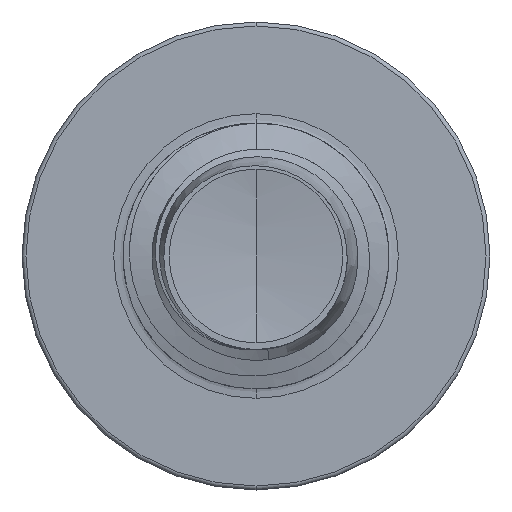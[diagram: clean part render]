
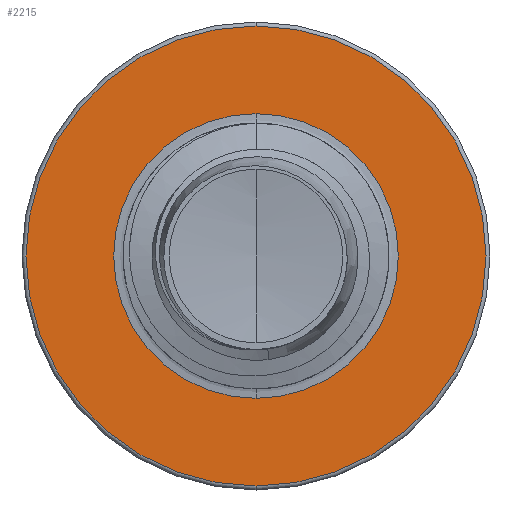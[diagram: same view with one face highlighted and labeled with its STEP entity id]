
A CAD part, front view. The second image highlights one B-rep face of the part: STEP entity #2215.
In plain terms, the highlighted planar face has unit normal (0, -1, 0).
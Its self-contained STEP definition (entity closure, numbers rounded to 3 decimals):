
#451 = CARTESIAN_POINT ( 'NONE',  ( 0., 6., 2.677 ) ) ;
#817 = VERTEX_POINT ( 'NONE', #10004 ) ;
#1278 = DIRECTION ( 'NONE',  ( 0., 0., 1. ) ) ;
#1338 = DIRECTION ( 'NONE',  ( 0., 1., 0. ) ) ;
#1371 = CARTESIAN_POINT ( 'NONE',  ( 0., 6., 0. ) ) ;
#1635 = ORIENTED_EDGE ( 'NONE', *, *, #15703, .T. ) ;
#2215 = ADVANCED_FACE ( 'NONE', ( #5056, #18002 ), #7886, .F. ) ;
#2834 = ORIENTED_EDGE ( 'NONE', *, *, #16347, .F. ) ;
#2911 = DIRECTION ( 'NONE',  ( 0., 0., 1. ) ) ;
#2919 = DIRECTION ( 'NONE',  ( 0., 1., 0. ) ) ;
#2929 = ORIENTED_EDGE ( 'NONE', *, *, #15330, .T. ) ;
#2950 = CARTESIAN_POINT ( 'NONE',  ( 0., 6., 0. ) ) ;
#2989 = ORIENTED_EDGE ( 'NONE', *, *, #16767, .F. ) ;
#3052 = AXIS2_PLACEMENT_3D ( 'NONE', #8142, #8090, #8053 ) ;
#4400 = AXIS2_PLACEMENT_3D ( 'NONE', #2950, #2919, #2911 ) ;
#4457 = CARTESIAN_POINT ( 'NONE',  ( 0., 6., 4.325 ) ) ;
#4459 = AXIS2_PLACEMENT_3D ( 'NONE', #9053, #9021, #8999 ) ;
#5056 = FACE_OUTER_BOUND ( 'NONE', #13580, .T. ) ;
#5509 = AXIS2_PLACEMENT_3D ( 'NONE', #1371, #1338, #1278 ) ;
#5922 = CIRCLE ( 'NONE', #5509, 2.677 ) ;
#6819 = CARTESIAN_POINT ( 'NONE',  ( 0., 6., -4.325 ) ) ;
#7858 = DIRECTION ( 'NONE',  ( 0., 0., 1. ) ) ;
#7886 = PLANE ( 'NONE',  #14238 ) ;
#7961 = CARTESIAN_POINT ( 'NONE',  ( 0., 6., -2.677 ) ) ;
#7966 = DIRECTION ( 'NONE',  ( 0., 1., 0. ) ) ;
#8053 = DIRECTION ( 'NONE',  ( 0., 0., 1. ) ) ;
#8090 = DIRECTION ( 'NONE',  ( 0., 1., 0. ) ) ;
#8142 = CARTESIAN_POINT ( 'NONE',  ( 0., 6., 0. ) ) ;
#8999 = DIRECTION ( 'NONE',  ( 0., 0., 1. ) ) ;
#9021 = DIRECTION ( 'NONE',  ( 0., 1., 0. ) ) ;
#9053 = CARTESIAN_POINT ( 'NONE',  ( 0., 6., 0. ) ) ;
#10004 = CARTESIAN_POINT ( 'NONE',  ( 0., 6., -2.677 ) ) ;
#10500 = CIRCLE ( 'NONE', #4459, 2.677 ) ;
#11662 = VERTEX_POINT ( 'NONE', #4457 ) ;
#13580 = EDGE_LOOP ( 'NONE', ( #2834, #2989 ) ) ;
#14238 = AXIS2_PLACEMENT_3D ( 'NONE', #7961, #7966, #7858 ) ;
#15330 = EDGE_CURVE ( 'NONE', #16447, #817, #10500, .T. ) ;
#15703 = EDGE_CURVE ( 'NONE', #817, #16447, #5922, .T. ) ;
#16157 = CIRCLE ( 'NONE', #4400, 4.325 ) ;
#16347 = EDGE_CURVE ( 'NONE', #11662, #16836, #16157, .T. ) ;
#16447 = VERTEX_POINT ( 'NONE', #451 ) ;
#16767 = EDGE_CURVE ( 'NONE', #16836, #11662, #17595, .T. ) ;
#16836 = VERTEX_POINT ( 'NONE', #6819 ) ;
#17403 = EDGE_LOOP ( 'NONE', ( #2929, #1635 ) ) ;
#17595 = CIRCLE ( 'NONE', #3052, 4.325 ) ;
#18002 = FACE_BOUND ( 'NONE', #17403, .T. ) ;
